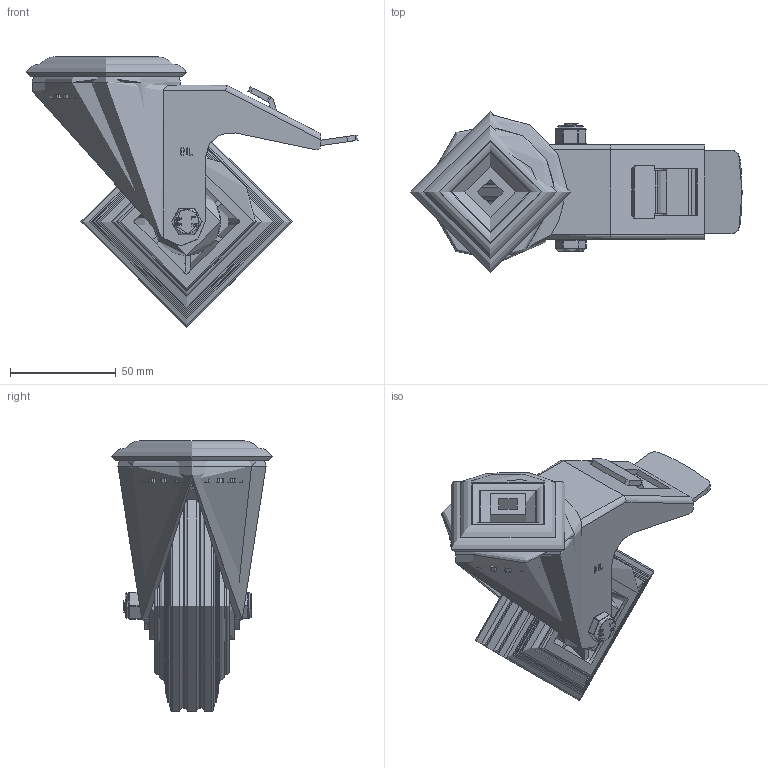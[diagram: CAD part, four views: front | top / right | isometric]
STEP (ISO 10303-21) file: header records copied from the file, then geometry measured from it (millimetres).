
FILE_DESCRIPTION(/* description */ ('','CAx-IF Rec.Pracs.---Representation and Presentation of Product Manufacturing Information (PMI)---4.0---2014-10-13'),/* implementation_level */ '2;1');
FILE_NAME(/* name */ 'BZMM100PSBBH12SW.step',/* time_stamp */ '2024-12-04T15:18:11Z',/* author */ (''),/* organization */ (''),/* preprocessor_version */ 'ST-DEVELOPER v20',/* originating_system */ 'Autodesk Translation Framework v13.20.0.188',/* authorisation */ '');
FILE_SCHEMA (('AP242_MANAGED_MODEL_BASED_3D_ENGINEERING_MIM_LF { 1 0 10303 442 1 1 4 }'));
Length unit declared in the file: millimetre
Products named in the file (22): BZMM100PSBBH12SW; BZMM100ASBH12SWB v1; PRESSED STEEL, ZINC PLATED HEAD; PRESSED STEEL, ZINC PLATED FORKS; PRESSED STEEL, ZINC PLATED BRAKE PEDAL; BRAKE PAD; BZMM100WPSRB v2; NYLON RIM; RUBBER TYRE; NYLON ROLLER BEARING; Pattern; Component20; NYLON CAGE; CAP; TUBEM12X40 v1; ZINC PLATED STEEL TUBE; HEXBOLTM8X55Z8.8 v2; GRADE 8.8 ZINC PLATED BOLT; NYLOCM8Z v1; NYLOC NUT; NUT; RUBBER
Assembly tree (28 placements, depth 5):
  BZMM100PSBBH12SW
    BZMM100ASBH12SWB v1
      PRESSED STEEL, ZINC PLATED HEAD
      PRESSED STEEL, ZINC PLATED FORKS
      PRESSED STEEL, ZINC PLATED BRAKE PEDAL
      BRAKE PAD
    BZMM100WPSRB v2
      NYLON RIM
      RUBBER TYRE
      NYLON ROLLER BEARING
        Pattern
          Component20  x8
        NYLON CAGE
      CAP
    TUBEM12X40 v1
      ZINC PLATED STEEL TUBE
    HEXBOLTM8X55Z8.8 v2
      GRADE 8.8 ZINC PLATED BOLT
    NYLOCM8Z v1
      NYLOC NUT
        NUT
        RUBBER
Bounding box: 157 x 76 x 128 mm (x, y, z)
Volume: 274476.2 mm3; surface area: 126807.7 mm2
Topology: 20 solids, 20 shells, 757 faces, 1946 edges, 1235 vertices
Faces by surface type: plane 379, cylinder 245, cone 40, bspline 39, torus 30, sphere 24
Full cylindrical faces by diameter (mm): 0.664 x2, 3.75 x8, 6.446 x7, 7.866 x13, 8 x3, 8.2 x2, 8.4 x1, 8.6 x2, 11.5 x1, 11.9 x1, 12.1 x1, 12.2 x1, 12.5 x1, 15 x1, 15.5 x1, 19.5 x1, 21 x1, 21.313 x1, 24 x3, 27 x2, 32 x2, 38 x1, 49.5 x1, 65 x3, 70 x1, 72 x1, 97 x2, 100 x3
Entity records: 30231 total; most frequent: CARTESIAN_POINT 11499, ORIENTED_EDGE 3836, DIRECTION 3792, EDGE_CURVE 1918, AXIS2_PLACEMENT_3D 1356, VERTEX_POINT 1221, LINE 1080, VECTOR 1080
